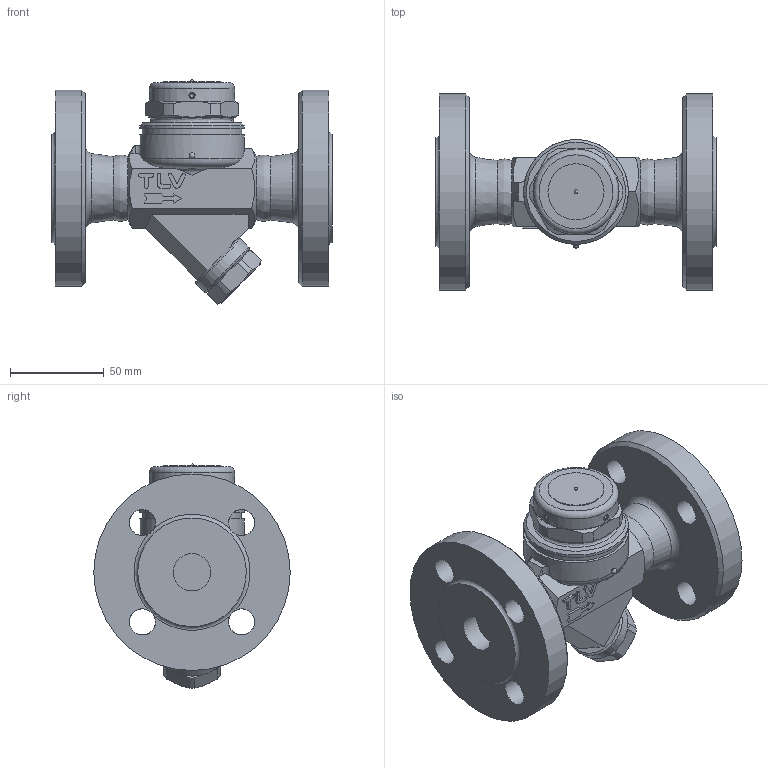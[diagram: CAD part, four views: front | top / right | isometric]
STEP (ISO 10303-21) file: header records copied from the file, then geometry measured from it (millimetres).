
FILE_DESCRIPTION((''),'2;1');
FILE_NAME('p46rn-020-e0025-00.stp','2010-01-27T15:13:12',('nakaot'),(''),'Autodesk Inventor 2008','Autodesk Inventor 2008','');
FILE_SCHEMA(('AUTOMOTIVE_DESIGN { 1 0 10303 214 1 1 1 1 }'));
Length unit declared in the file: millimetre
Products named in the file (1): p46rn-020-e0025-00
Bounding box: 150 x 105 x 119.99 mm (x, y, z)
Volume: 507275.6 mm3; surface area: 73890.5 mm2
Topology: 2 solids, 2 shells, 170 faces, 445 edges, 287 vertices
Faces by surface type: plane 74, cylinder 40, bspline 26, cone 20, sphere 6, torus 4
Full cylindrical faces by diameter (mm): 3 x1, 14 x4, 20 x1, 30 x1, 34 x1, 45.5 x1, 53 x1, 56 x2, 105 x1
Entity records: 7511 total; most frequent: CARTESIAN_POINT 3745, ORIENTED_EDGE 768, DIRECTION 742, EDGE_CURVE 384, AXIS2_PLACEMENT_3D 296, VERTEX_POINT 266, EDGE_LOOP 236, FACE_OUTER_BOUND 170
